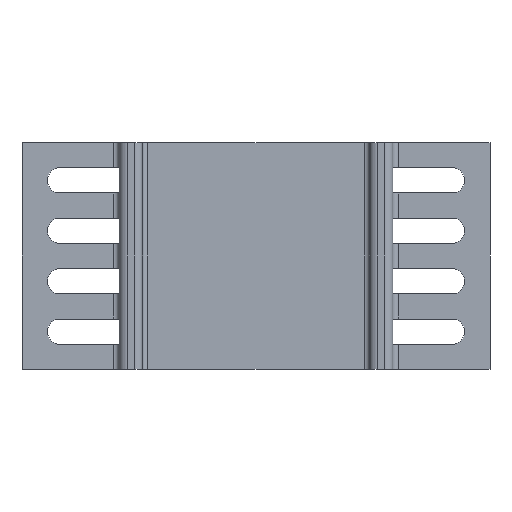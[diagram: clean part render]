
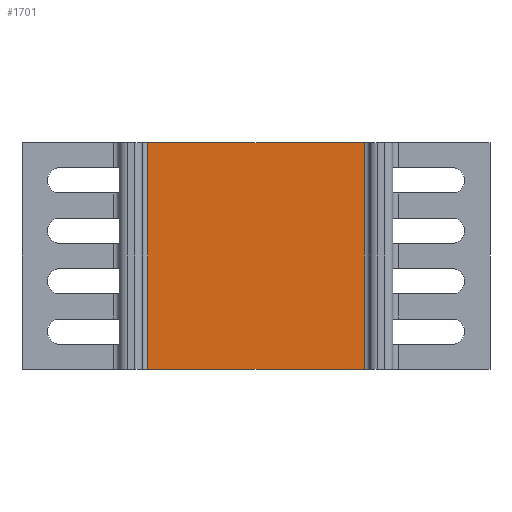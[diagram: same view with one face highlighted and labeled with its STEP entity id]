
A CAD part, front view. The second image highlights one B-rep face of the part: STEP entity #1701.
In plain terms, the highlighted planar face has unit normal (0, -1, 0).
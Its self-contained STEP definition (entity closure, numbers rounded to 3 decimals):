
#123 = ORIENTED_EDGE ( 'NONE', *, *, #1400, .F. ) ;
#201 = DIRECTION ( 'NONE',  ( 0., 0., 1. ) ) ;
#298 = EDGE_CURVE ( 'NONE', #1929, #1646, #1923, .T. ) ;
#351 = LINE ( 'NONE', #2019, #2198 ) ;
#364 = VERTEX_POINT ( 'NONE', #2875 ) ;
#374 = CARTESIAN_POINT ( 'NONE',  ( -6.05, 0., 12.7 ) ) ;
#479 = CARTESIAN_POINT ( 'NONE',  ( 6.05, 0., 12.7 ) ) ;
#686 = VECTOR ( 'NONE', #1949, 1000. ) ;
#782 = EDGE_CURVE ( 'NONE', #364, #1646, #351, .T. ) ;
#884 = CARTESIAN_POINT ( 'NONE',  ( 6.05, 0., 12.7 ) ) ;
#949 = VECTOR ( 'NONE', #2486, 1000. ) ;
#1110 = VERTEX_POINT ( 'NONE', #1901 ) ;
#1131 = LINE ( 'NONE', #374, #949 ) ;
#1177 = CARTESIAN_POINT ( 'NONE',  ( 6.05, 0., 0. ) ) ;
#1195 = CARTESIAN_POINT ( 'NONE',  ( 6.05, 0., 12.7 ) ) ;
#1400 = EDGE_CURVE ( 'NONE', #1110, #1929, #1410, .T. ) ;
#1410 = LINE ( 'NONE', #479, #686 ) ;
#1539 = DIRECTION ( 'NONE',  ( 0., 1., 0. ) ) ;
#1579 = DIRECTION ( 'NONE',  ( 1., 0., 0. ) ) ;
#1590 = CARTESIAN_POINT ( 'NONE',  ( 6.05, 0., 12.7 ) ) ;
#1646 = VERTEX_POINT ( 'NONE', #1177 ) ;
#1681 = EDGE_CURVE ( 'NONE', #1110, #364, #1131, .T. ) ;
#1701 = ADVANCED_FACE ( 'NONE', ( #1758 ), #2651, .F. ) ;
#1758 = FACE_OUTER_BOUND ( 'NONE', #1763, .T. ) ;
#1763 = EDGE_LOOP ( 'NONE', ( #1889, #2505, #123, #1868 ) ) ;
#1868 = ORIENTED_EDGE ( 'NONE', *, *, #1681, .T. ) ;
#1889 = ORIENTED_EDGE ( 'NONE', *, *, #782, .T. ) ;
#1901 = CARTESIAN_POINT ( 'NONE',  ( -6.05, 0., 12.7 ) ) ;
#1923 = LINE ( 'NONE', #884, #2998 ) ;
#1929 = VERTEX_POINT ( 'NONE', #1590 ) ;
#1949 = DIRECTION ( 'NONE',  ( 1., 0., 0. ) ) ;
#2019 = CARTESIAN_POINT ( 'NONE',  ( 6.05, 0., 0. ) ) ;
#2198 = VECTOR ( 'NONE', #1579, 1000. ) ;
#2486 = DIRECTION ( 'NONE',  ( 0., 0., -1. ) ) ;
#2505 = ORIENTED_EDGE ( 'NONE', *, *, #298, .F. ) ;
#2651 = PLANE ( 'NONE',  #3146 ) ;
#2852 = DIRECTION ( 'NONE',  ( 0., 0., -1. ) ) ;
#2875 = CARTESIAN_POINT ( 'NONE',  ( -6.05, 0., 0. ) ) ;
#2998 = VECTOR ( 'NONE', #2852, 1000. ) ;
#3146 = AXIS2_PLACEMENT_3D ( 'NONE', #1195, #1539, #201 ) ;
